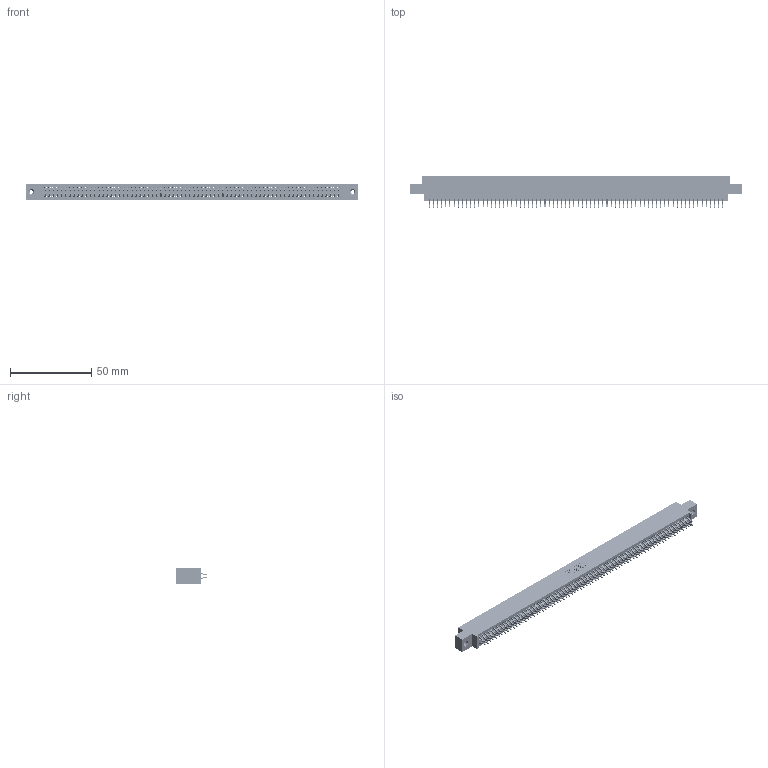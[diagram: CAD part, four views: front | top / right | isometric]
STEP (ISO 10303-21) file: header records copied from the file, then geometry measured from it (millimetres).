
FILE_DESCRIPTION (( 'STEP AP203' ), '1' );
FILE_NAME ('395-144-556-808.STEP', '2019-10-30T17:00:40', ( '' ), ( '' ), 'SwSTEP 2.0', 'SolidWorks 2016', '' );
FILE_SCHEMA (( 'CONFIG_CONTROL_DESIGN' ));
Length unit declared in the file: inch
Products named in the file (4): 395-144-556-808; 345 Part_0.170 Offset - 0.156 Dia-TI; 345-292-001_556 Tail; 345-250-001_345-250-003-102
Assembly tree (147 placements, depth 2):
  395-144-556-808
    345 Part_0.170 Offset - 0.156 Dia-TI
    345-292-001_556 Tail  x144
    345-250-001_345-250-003-102  x2
Bounding box: 204.09 x 19.24 x 9.4 mm (x, y, z)
Volume: 19978.3 mm3; surface area: 30143.1 mm2
Topology: 147 solids, 147 shells, 8254 faces, 24537 edges, 16158 vertices
Faces by surface type: plane 5444, cylinder 2794, cone 12, torus 4
Entity records: 53992 total; most frequent: CARTESIAN_POINT 9019, ORIENTED_EDGE 8934, DIRECTION 7929, EDGE_CURVE 4467, VECTOR 4019, LINE 4019, VERTEX_POINT 2972, AXIS2_PLACEMENT_3D 1955
